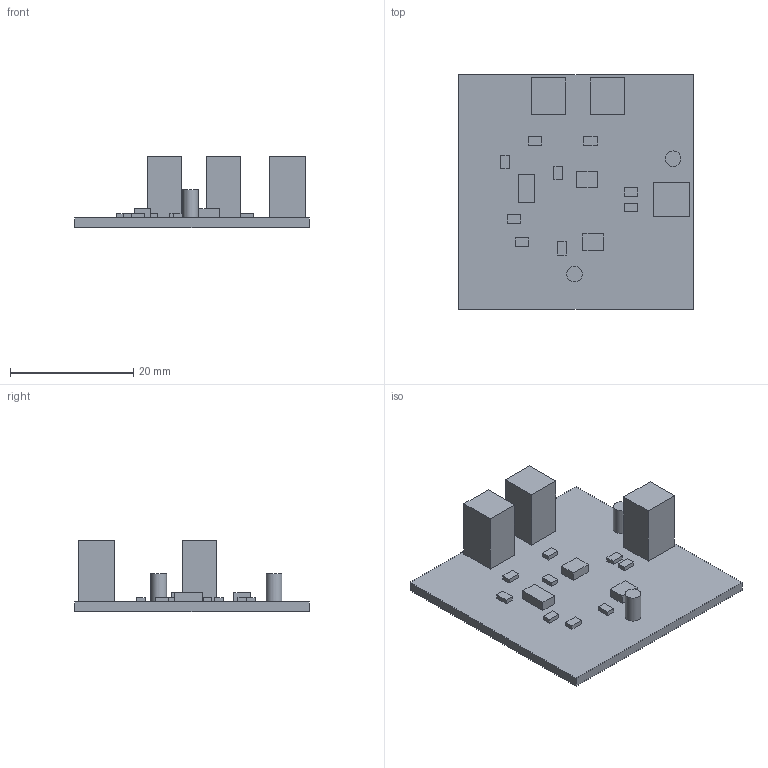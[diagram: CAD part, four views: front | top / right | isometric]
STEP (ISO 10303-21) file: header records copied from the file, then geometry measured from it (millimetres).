
FILE_DESCRIPTION(('Open CASCADE Model'),'2;1');
FILE_NAME('Open CASCADE Shape Model','2018-02-03T20:35:10',('Author'),( 'Open CASCADE'),'Open CASCADE STEP processor 6.8','Open CASCADE 6.8' ,'Unknown');
FILE_SCHEMA(('AUTOMOTIVE_DESIGN { 1 0 10303 214 1 1 1 1 }'));
Length unit declared in the file: millimetre
Products named in the file (33): PCB; Board; PC_TP_VCC1; 824811040; Cylinder; PC_TP_GND1; C1; 764905680; Extruded; C3; C4; 764894528; C5; D1; R1; R2; R3; 764894664; R4; R5; TERM1; 764894936; TERM2; 764895072; TERM3; Q1; 1200758584; R*
Assembly tree (42 placements, depth 4):
  PCB
    Board
    PC_TP_VCC1
      824811040
        Cylinder
    PC_TP_GND1
      824811040
        Cylinder
    C1
      764905680
        Extruded
    C3
      764905680
        Extruded
    C4
      764894528
        Extruded
    C5
      764894528
        Extruded
    D1
      764894528
        Extruded
    R1
      764894528
        Extruded
    R2
      764894528
        Extruded
    R3
      764894664
        Extruded
    R4
      764894664
        Extruded
    R5
      764894528
        Extruded
    TERM1
      764894936
        Extruded
    TERM2
      764895072
        Extruded
    TERM3
      764894936
        Extruded
    Q1
      1200758584
        Extruded
    R*
      764894664
        Extruded
Bounding box: 38.1 x 38.1 x 11.57 mm (x, y, z)
Volume: 3395.2 mm3; surface area: 4347.5 mm2
Topology: 18 solids, 18 shells, 102 faces, 198 edges, 132 vertices
Faces by surface type: plane 100, cylinder 2
Full cylindrical faces by diameter (mm): 2.54 x2
Entity records: 1857 total; most frequent: DIRECTION 265, CARTESIAN_POINT 233, ORIENTED_EDGE 174, AXIS2_PLACEMENT_3D 90, EDGE_CURVE 87, LINE 85, VECTOR 85, PRODUCT_DEFINITION_SHAPE 75
